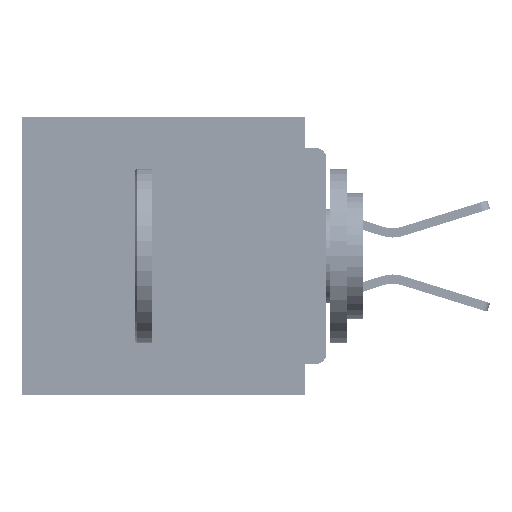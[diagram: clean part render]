
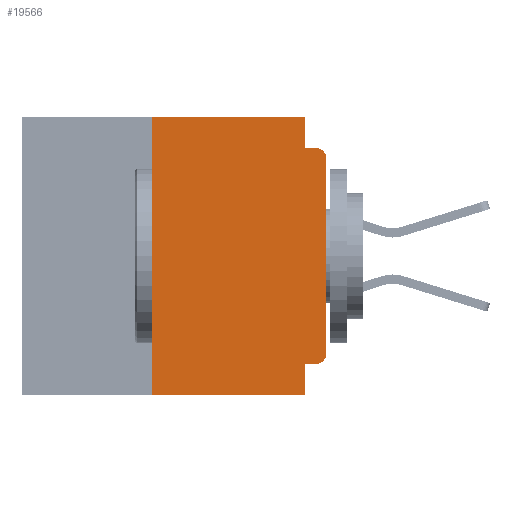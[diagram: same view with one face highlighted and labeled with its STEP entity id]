
A CAD part, left-side view. The second image highlights one B-rep face of the part: STEP entity #19566.
In plain terms, the highlighted planar face has unit normal (-1, 0, 0).
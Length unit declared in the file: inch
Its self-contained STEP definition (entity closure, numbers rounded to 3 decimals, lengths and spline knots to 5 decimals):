
#199 = VERTEX_POINT ( 'NONE', #39997 ) ;
#271 = VERTEX_POINT ( 'NONE', #44727 ) ;
#451 = DIRECTION ( 'NONE',  ( 1., 0., 0. ) ) ;
#1276 = VECTOR ( 'NONE', #15972, 39.37008 ) ;
#2076 = LINE ( 'NONE', #57677, #43295 ) ;
#4469 = EDGE_CURVE ( 'NONE', #23157, #38578, #4588, .T. ) ;
#4588 = LINE ( 'NONE', #32906, #59770 ) ;
#4814 = VECTOR ( 'NONE', #33388, 39.37008 ) ;
#4855 = ORIENTED_EDGE ( 'NONE', *, *, #50443, .F. ) ;
#5413 = EDGE_CURVE ( 'NONE', #38578, #17995, #18830, .T. ) ;
#6513 = LINE ( 'NONE', #28024, #4814 ) ;
#6594 = CARTESIAN_POINT ( 'NONE',  ( 0., 0., -0.06 ) ) ;
#6739 = EDGE_CURVE ( 'NONE', #26977, #17995, #59425, .T. ) ;
#9224 = CARTESIAN_POINT ( 'NONE',  ( 0., 0.031, -0.4 ) ) ;
#10536 = CARTESIAN_POINT ( 'NONE',  ( 0., 0.437, 0. ) ) ;
#10649 = ORIENTED_EDGE ( 'NONE', *, *, #6739, .F. ) ;
#11148 = LINE ( 'NONE', #64063, #36349 ) ;
#11735 = ORIENTED_EDGE ( 'NONE', *, *, #39808, .F. ) ;
#11970 = ORIENTED_EDGE ( 'NONE', *, *, #34263, .T. ) ;
#15972 = DIRECTION ( 'NONE',  ( 0., -1., 0. ) ) ;
#17995 = VERTEX_POINT ( 'NONE', #35875 ) ;
#18276 = EDGE_CURVE ( 'NONE', #31082, #26977, #53216, .T. ) ;
#18419 = CARTESIAN_POINT ( 'NONE',  ( 0., 0., -0.34 ) ) ;
#18830 = CIRCLE ( 'NONE', #67001, 0.015 ) ;
#19062 = ORIENTED_EDGE ( 'NONE', *, *, #5413, .T. ) ;
#19566 = ADVANCED_FACE ( 'NONE', ( #57229 ), #32782, .F. ) ;
#19881 = CARTESIAN_POINT ( 'NONE',  ( 0., 0.015, -0.06 ) ) ;
#19999 = ORIENTED_EDGE ( 'NONE', *, *, #46909, .T. ) ;
#20638 = EDGE_CURVE ( 'NONE', #271, #31082, #44185, .T. ) ;
#22034 = CARTESIAN_POINT ( 'NONE',  ( 0., 0.031, 0. ) ) ;
#23157 = VERTEX_POINT ( 'NONE', #18419 ) ;
#23204 = VECTOR ( 'NONE', #53723, 39.37008 ) ;
#23617 = ORIENTED_EDGE ( 'NONE', *, *, #4469, .T. ) ;
#24363 = CARTESIAN_POINT ( 'NONE',  ( 0., 0.015, -0.34 ) ) ;
#25316 = DIRECTION ( 'NONE',  ( 0., 0., -1. ) ) ;
#26977 = VERTEX_POINT ( 'NONE', #31788 ) ;
#28024 = CARTESIAN_POINT ( 'NONE',  ( 0., 0.437, -0.4 ) ) ;
#28887 = AXIS2_PLACEMENT_3D ( 'NONE', #64536, #451, #38130 ) ;
#29569 = VECTOR ( 'NONE', #40313, 39.37008 ) ;
#29685 = CARTESIAN_POINT ( 'NONE',  ( 0., 0.25, -0.4 ) ) ;
#29783 = DIRECTION ( 'NONE',  ( 0., 0., -1. ) ) ;
#31082 = VERTEX_POINT ( 'NONE', #51649 ) ;
#31788 = CARTESIAN_POINT ( 'NONE',  ( 0., 0.031, -0.045 ) ) ;
#32514 = ORIENTED_EDGE ( 'NONE', *, *, #49833, .F. ) ;
#32782 = PLANE ( 'NONE',  #28887 ) ;
#32906 = CARTESIAN_POINT ( 'NONE',  ( 0., 0., 0. ) ) ;
#33098 = VERTEX_POINT ( 'NONE', #29685 ) ;
#33388 = DIRECTION ( 'NONE',  ( 0., -1., 0. ) ) ;
#33641 = VERTEX_POINT ( 'NONE', #34249 ) ;
#34249 = CARTESIAN_POINT ( 'NONE',  ( 0., 0.031, -0.355 ) ) ;
#34263 = EDGE_CURVE ( 'NONE', #38931, #23157, #48735, .T. ) ;
#35875 = CARTESIAN_POINT ( 'NONE',  ( 0., 0.015, -0.045 ) ) ;
#36031 = DIRECTION ( 'NONE',  ( 0., 0., -1. ) ) ;
#36349 = VECTOR ( 'NONE', #39370, 39.37008 ) ;
#37081 = VECTOR ( 'NONE', #36031, 39.37008 ) ;
#38130 = DIRECTION ( 'NONE',  ( 0., 0., -1. ) ) ;
#38269 = DIRECTION ( 'NONE',  ( 0., 0., 1. ) ) ;
#38578 = VERTEX_POINT ( 'NONE', #6594 ) ;
#38931 = VERTEX_POINT ( 'NONE', #65666 ) ;
#39370 = DIRECTION ( 'NONE',  ( 0., 1., 0. ) ) ;
#39808 = EDGE_CURVE ( 'NONE', #33098, #271, #2076, .T. ) ;
#39997 = CARTESIAN_POINT ( 'NONE',  ( 0., 0.031, -0.4 ) ) ;
#40313 = DIRECTION ( 'NONE',  ( 0., -1., 0. ) ) ;
#41670 = ORIENTED_EDGE ( 'NONE', *, *, #18276, .F. ) ;
#43295 = VECTOR ( 'NONE', #68313, 39.37008 ) ;
#44185 = LINE ( 'NONE', #10536, #1276 ) ;
#44727 = CARTESIAN_POINT ( 'NONE',  ( 0., 0.25, 0. ) ) ;
#46909 = EDGE_CURVE ( 'NONE', #33098, #199, #6513, .T. ) ;
#48735 = CIRCLE ( 'NONE', #67421, 0.015 ) ;
#49001 = ORIENTED_EDGE ( 'NONE', *, *, #20638, .F. ) ;
#49833 = EDGE_CURVE ( 'NONE', #38931, #33641, #11148, .T. ) ;
#50443 = EDGE_CURVE ( 'NONE', #33641, #199, #68540, .T. ) ;
#51649 = CARTESIAN_POINT ( 'NONE',  ( 0., 0.031, 0. ) ) ;
#53216 = LINE ( 'NONE', #22034, #23204 ) ;
#53723 = DIRECTION ( 'NONE',  ( 0., 0., -1. ) ) ;
#57099 = DIRECTION ( 'NONE',  ( -1., 0., 0. ) ) ;
#57229 = FACE_OUTER_BOUND ( 'NONE', #60787, .T. ) ;
#57677 = CARTESIAN_POINT ( 'NONE',  ( 0., 0.25, -0.4 ) ) ;
#59425 = LINE ( 'NONE', #61361, #29569 ) ;
#59770 = VECTOR ( 'NONE', #38269, 39.37008 ) ;
#60787 = EDGE_LOOP ( 'NONE', ( #23617, #19062, #10649, #41670, #49001, #11735, #19999, #4855, #32514, #11970 ) ) ;
#61361 = CARTESIAN_POINT ( 'NONE',  ( 0., 0., -0.045 ) ) ;
#61525 = DIRECTION ( 'NONE',  ( -1., 0., 0. ) ) ;
#64063 = CARTESIAN_POINT ( 'NONE',  ( 0., 0., -0.355 ) ) ;
#64536 = CARTESIAN_POINT ( 'NONE',  ( 0., 0.437, 0. ) ) ;
#65666 = CARTESIAN_POINT ( 'NONE',  ( 0., 0.015, -0.355 ) ) ;
#67001 = AXIS2_PLACEMENT_3D ( 'NONE', #19881, #57099, #25316 ) ;
#67421 = AXIS2_PLACEMENT_3D ( 'NONE', #24363, #61525, #29783 ) ;
#68313 = DIRECTION ( 'NONE',  ( 0., 0., 1. ) ) ;
#68540 = LINE ( 'NONE', #9224, #37081 ) ;
